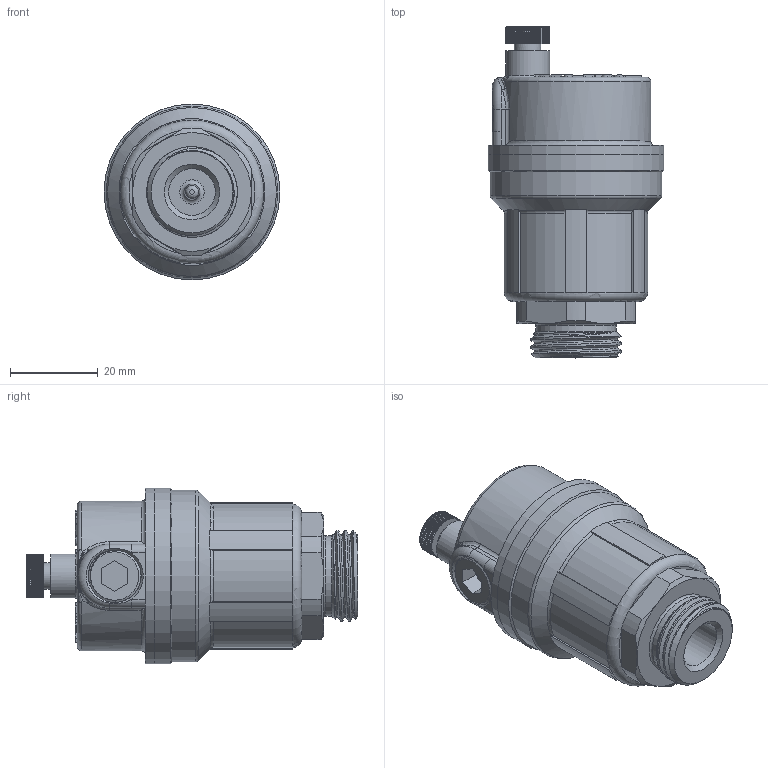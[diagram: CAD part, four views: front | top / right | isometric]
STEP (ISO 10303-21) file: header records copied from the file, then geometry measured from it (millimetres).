
FILE_DESCRIPTION(/* description */ (''),/* implementation_level */ '2;1');
FILE_NAME(/* name */ 'G0.5 Airvent-R without check valve.stp',/* time_stamp */ '2023-01-05T14:16:41+08:00',/* author */ ('ywy96'),/* organization */ (''),/* preprocessor_version */ 'ST-DEVELOPER v18.1',/* originating_system */ 'Autodesk Inventor 2022',/* authorisation */ '');
FILE_SCHEMA (('AUTOMOTIVE_DESIGN { 1 0 10303 214 3 1 1 }'));
Products named in the file (11): G0.5 Airvent-R without check valve; G1/2”外螺纹本体; 自动排气阀阀盖; 配重块; 拼紧螺栓; 拉杆; 排气阀螺钉; 弯曲弹簧; Oring 7.1×1.65; Oring 6×1.6; Oring 33.5×1.8
Assembly tree (10 placements, depth 2):
  G0.5 Airvent-R without check valve
    G1/2”外螺纹本体
    自动排气阀阀盖
    配重块
    拼紧螺栓
    拉杆
    排气阀螺钉
    弯曲弹簧
    Oring 7.1×1.65
    Oring 6×1.6
    Oring 33.5×1.8
Bounding box: 40 x 75.45 x 40 mm (x, y, z)
Volume: 37742.3 mm3; surface area: 26350.2 mm2
Topology: 11 solids, 13 shells, 1381 faces, 3580 edges, 2256 vertices
Faces by surface type: plane 493, cylinder 389, bspline 371, torus 68, cone 38, sphere 22
Full cylindrical faces by diameter (mm): 1.5 x4, 2 x1, 3.4 x1, 3.5 x1, 5.517 x2, 5.6 x1, 6 x6, 6.6 x1, 7 x5, 7.3 x1, 8.6 x2, 8.7 x1, 9.6 x2, 9.7 x1, 10 x1, 10.6 x1, 10.8 x1, 11 x5, 12 x4, 18.2 x1, 18.5 x1, 20.6 x1, 29.2 x1, 31 x1, 34 x1, 35 x10, 36 x8, 36.7 x1, 39 x1, 40 x2
Entity records: 61911 total; most frequent: CARTESIAN_POINT 30359, ORIENTED_EDGE 7126, DIRECTION 5417, EDGE_CURVE 3563, VERTEX_POINT 2256, AXIS2_PLACEMENT_3D 1886, LINE 1645, VECTOR 1645
